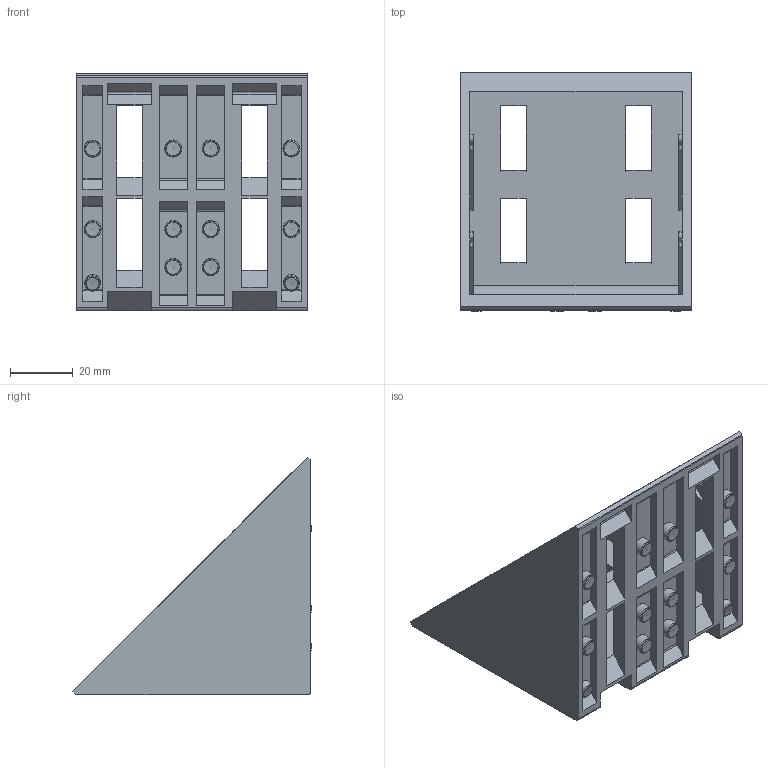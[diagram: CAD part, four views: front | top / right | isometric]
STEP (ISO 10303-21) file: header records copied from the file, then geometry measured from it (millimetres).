
FILE_DESCRIPTION(/* description */ ('STEP AP214'),/* implementation_level */ '2;1');
FILE_NAME(/* name */ '093W803(high)',/* time_stamp */ '2026-01-14T14:02:38+01:00',/* author */ ('License CC BY-ND 4.0'),/* organization */ ('CADENAS'),/* preprocessor_version */ 'ST-DEVELOPER v20',/* originating_system */ 'PARTsolutions',/* authorisation */ ' ');
FILE_SCHEMA (('AUTOMOTIVE_DESIGN {1 0 10303 214 3 1 1}'));
Length unit declared in the file: millimetre
Products named in the file (2): 093W803(high); 093W803a_high
Assembly tree (1 placements, depth 2):
  093W803(high)
    093W803a_high
Bounding box: 74 x 76.17 x 76 mm (x, y, z)
Volume: 55709.3 mm3; surface area: 36398.5 mm2
Topology: 1 solids, 13 shells, 363 faces, 954 edges, 626 vertices
Faces by surface type: plane 193, cylinder 86, cone 60, torus 24
Full cylindrical faces by diameter (mm): 5 x2, 5.36 x10
Entity records: 10457 total; most frequent: CARTESIAN_POINT 1895, DIRECTION 1780, ORIENTED_EDGE 1632, EDGE_CURVE 816, AXIS2_PLACEMENT_3D 637, VERTEX_POINT 592, LINE 506, VECTOR 506
